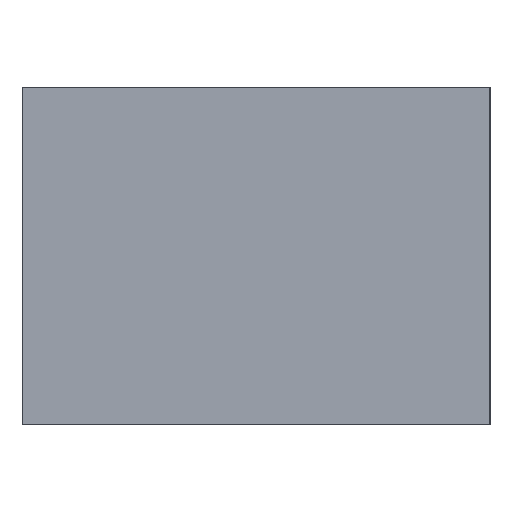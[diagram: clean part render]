
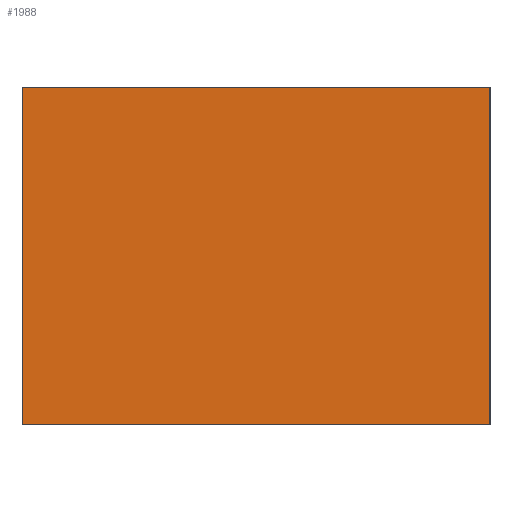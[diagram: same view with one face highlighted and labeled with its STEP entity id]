
A CAD part, left-side view. The second image highlights one B-rep face of the part: STEP entity #1988.
In plain terms, the highlighted planar face has unit normal (-1, 0.018, 0).
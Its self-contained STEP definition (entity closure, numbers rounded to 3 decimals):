
#162 = LINE ( 'NONE', #3335, #4459 ) ;
#552 = EDGE_CURVE ( 'NONE', #4656, #9188, #4625, .T. ) ;
#590 = ORIENTED_EDGE ( 'NONE', *, *, #552, .T. ) ;
#617 = ORIENTED_EDGE ( 'NONE', *, *, #5678, .F. ) ;
#711 = CARTESIAN_POINT ( 'NONE',  ( -52.626, 0., -15. ) ) ;
#1437 = VERTEX_POINT ( 'NONE', #1485 ) ;
#1485 = CARTESIAN_POINT ( 'NONE',  ( -52.626, 0., 15. ) ) ;
#1515 = DIRECTION ( 'NONE',  ( 0., 0., 1. ) ) ;
#1731 = ORIENTED_EDGE ( 'NONE', *, *, #7196, .T. ) ;
#1988 = ADVANCED_FACE ( 'NONE', ( #4602 ), #9340, .T. ) ;
#2254 = EDGE_LOOP ( 'NONE', ( #1731, #617, #9941, #590 ) ) ;
#2326 = CARTESIAN_POINT ( 'NONE',  ( -51.9, 41.6, 15. ) ) ;
#2451 = VECTOR ( 'NONE', #8278, 1000. ) ;
#2657 = EDGE_CURVE ( 'NONE', #4656, #4947, #8920, .T. ) ;
#3335 = CARTESIAN_POINT ( 'NONE',  ( -51.9, 41.6, 15. ) ) ;
#3690 = DIRECTION ( 'NONE',  ( -1., 0.017, 0. ) ) ;
#3988 = DIRECTION ( 'NONE',  ( -0.017, -1., 0. ) ) ;
#4459 = VECTOR ( 'NONE', #9008, 1000. ) ;
#4602 = FACE_OUTER_BOUND ( 'NONE', #2254, .T. ) ;
#4625 = LINE ( 'NONE', #5901, #6517 ) ;
#4656 = VERTEX_POINT ( 'NONE', #9102 ) ;
#4947 = VERTEX_POINT ( 'NONE', #2326 ) ;
#5678 = EDGE_CURVE ( 'NONE', #4947, #1437, #162, .T. ) ;
#5901 = CARTESIAN_POINT ( 'NONE',  ( -51.9, 41.6, -15. ) ) ;
#5975 = VECTOR ( 'NONE', #1515, 1000. ) ;
#6517 = VECTOR ( 'NONE', #3988, 1000. ) ;
#6731 = AXIS2_PLACEMENT_3D ( 'NONE', #9311, #3690, #9374 ) ;
#7196 = EDGE_CURVE ( 'NONE', #9188, #1437, #10300, .T. ) ;
#8278 = DIRECTION ( 'NONE',  ( 0., 0., 1. ) ) ;
#8517 = CARTESIAN_POINT ( 'NONE',  ( -52.626, 0., -15. ) ) ;
#8920 = LINE ( 'NONE', #9884, #2451 ) ;
#9008 = DIRECTION ( 'NONE',  ( -0.017, -1., 0. ) ) ;
#9102 = CARTESIAN_POINT ( 'NONE',  ( -51.9, 41.6, -15. ) ) ;
#9188 = VERTEX_POINT ( 'NONE', #8517 ) ;
#9311 = CARTESIAN_POINT ( 'NONE',  ( -51.9, 41.6, -15. ) ) ;
#9340 = PLANE ( 'NONE',  #6731 ) ;
#9374 = DIRECTION ( 'NONE',  ( -0.017, -1., 0. ) ) ;
#9884 = CARTESIAN_POINT ( 'NONE',  ( -51.9, 41.6, -15. ) ) ;
#9941 = ORIENTED_EDGE ( 'NONE', *, *, #2657, .F. ) ;
#10300 = LINE ( 'NONE', #711, #5975 ) ;
